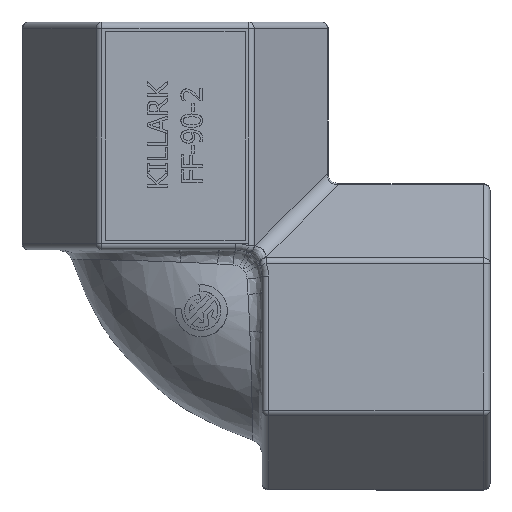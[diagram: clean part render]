
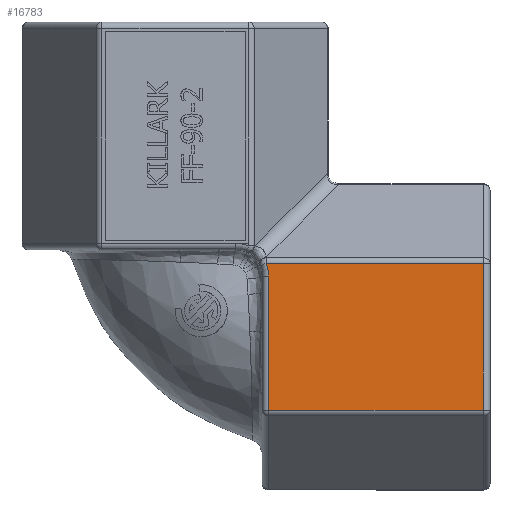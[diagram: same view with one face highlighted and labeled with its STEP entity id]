
A CAD part, left-side view. The second image highlights one B-rep face of the part: STEP entity #16783.
In plain terms, the highlighted planar face has unit normal (-1, 0, 0).
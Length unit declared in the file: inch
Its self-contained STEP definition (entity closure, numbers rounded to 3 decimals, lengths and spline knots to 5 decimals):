
#1696=LINE('',#30924,#3318);
#1782=LINE('',#31341,#3404);
#1789=LINE('',#31366,#3411);
#1790=LINE('',#31370,#3412);
#3318=VECTOR('',#20183,0.3937);
#3404=VECTOR('',#20497,0.3937);
#3411=VECTOR('',#20530,0.3937);
#3412=VECTOR('',#20535,0.3937);
#3952=PLANE('',#17517);
#4840=FACE_OUTER_BOUND('',#5844,.T.);
#5844=EDGE_LOOP('',(#15384,#15385,#15386,#15387,#15388));
#5981=CIRCLE('',#17518,0.15625);
#8180=VERTEX_POINT('',#30921);
#8181=VERTEX_POINT('',#30923);
#8264=VERTEX_POINT('',#31335);
#8266=VERTEX_POINT('',#31339);
#8272=VERTEX_POINT('',#31369);
#10503=EDGE_CURVE('',#8180,#8181,#1696,.T.);
#10648=EDGE_CURVE('',#8266,#8264,#1782,.T.);
#10661=EDGE_CURVE('',#8264,#8180,#1789,.T.);
#10663=EDGE_CURVE('',#8272,#8266,#1790,.T.);
#10664=EDGE_CURVE('',#8181,#8272,#5981,.T.);
#15384=ORIENTED_EDGE('',*,*,#10648,.F.);
#15385=ORIENTED_EDGE('',*,*,#10663,.F.);
#15386=ORIENTED_EDGE('',*,*,#10664,.F.);
#15387=ORIENTED_EDGE('',*,*,#10503,.F.);
#15388=ORIENTED_EDGE('',*,*,#10661,.F.);
#16783=ADVANCED_FACE('',(#4840),#3952,.T.);
#17517=AXIS2_PLACEMENT_3D('',#31368,#20533,#20534);
#17518=AXIS2_PLACEMENT_3D('',#31371,#20536,#20537);
#20183=DIRECTION('',(0.,0.,1.));
#20497=DIRECTION('',(0.,0.,-1.));
#20530=DIRECTION('',(0.,1.,0.));
#20533=DIRECTION('center_axis',(-1.,0.,0.));
#20534=DIRECTION('ref_axis',(0.,0.,1.));
#20535=DIRECTION('',(0.,-1.,0.));
#20536=DIRECTION('center_axis',(-1.,0.,0.));
#20537=DIRECTION('ref_axis',(0.,-0.707,0.707));
#30921=CARTESIAN_POINT('',(-0.6405,-0.0625,-0.73716));
#30923=CARTESIAN_POINT('',(-0.6405,-0.0625,-0.09375));
#30924=CARTESIAN_POINT('',(-0.6405,-0.0625,-0.20052));
#31335=CARTESIAN_POINT('',(-0.6405,-1.09375,-0.73716));
#31339=CARTESIAN_POINT('',(-0.6405,-1.09375,-0.03366));
#31341=CARTESIAN_POINT('',(-0.6405,-1.09375,-0.20052));
#31366=CARTESIAN_POINT('',(-0.6405,-1.125,-0.73716));
#31368=CARTESIAN_POINT('Origin',(-0.6405,-1.125,-0.01562));
#31369=CARTESIAN_POINT('',(-0.6405,-0.05048,-0.03366));
#31370=CARTESIAN_POINT('',(-0.6405,-1.125,-0.03366));
#31371=CARTESIAN_POINT('Origin',(-0.6405,0.09375,-0.09375));
